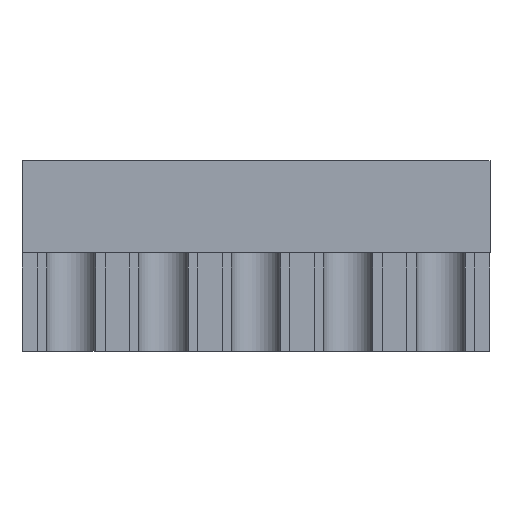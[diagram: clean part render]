
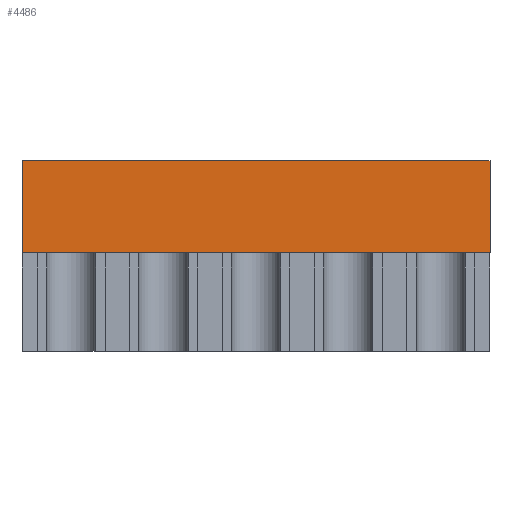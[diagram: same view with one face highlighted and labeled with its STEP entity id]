
A CAD part, front view. The second image highlights one B-rep face of the part: STEP entity #4486.
In plain terms, the highlighted planar face has unit normal (0, -1, 0).
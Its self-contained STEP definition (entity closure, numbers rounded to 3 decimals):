
#222=PLANE('',#4871);
#457=FACE_OUTER_BOUND('',#728,.T.);
#728=EDGE_LOOP('',(#3553,#3554,#3555,#3556));
#1069=LINE('',#6643,#1650);
#1117=LINE('',#6739,#1698);
#1160=LINE('',#6825,#1741);
#1162=LINE('',#6828,#1743);
#1650=VECTOR('',#5390,1000.);
#1698=VECTOR('',#5440,1000.);
#1741=VECTOR('',#5485,1000.);
#1743=VECTOR('',#5489,1000.);
#2231=VERTEX_POINT('',#6640);
#2232=VERTEX_POINT('',#6642);
#2277=VERTEX_POINT('',#6733);
#2279=VERTEX_POINT('',#6737);
#2693=EDGE_CURVE('',#2231,#2232,#1069,.T.);
#2741=EDGE_CURVE('',#2277,#2279,#1117,.T.);
#2784=EDGE_CURVE('',#2231,#2277,#1160,.T.);
#2786=EDGE_CURVE('',#2232,#2279,#1162,.T.);
#3553=ORIENTED_EDGE('',*,*,#2741,.T.);
#3554=ORIENTED_EDGE('',*,*,#2786,.F.);
#3555=ORIENTED_EDGE('',*,*,#2693,.F.);
#3556=ORIENTED_EDGE('',*,*,#2784,.T.);
#4486=ADVANCED_FACE('',(#457),#222,.F.);
#4871=AXIS2_PLACEMENT_3D('',#6827,#5487,#5488);
#5390=DIRECTION('',(1.,0.,0.));
#5440=DIRECTION('',(1.,0.,0.));
#5485=DIRECTION('',(0.,0.,-1.));
#5487=DIRECTION('center_axis',(0.,1.,0.));
#5488=DIRECTION('ref_axis',(1.,0.,0.));
#5489=DIRECTION('',(0.,0.,-1.));
#6640=CARTESIAN_POINT('',(92.235,13.446,2.7));
#6642=CARTESIAN_POINT('',(99.835,13.446,2.7));
#6643=CARTESIAN_POINT('',(92.235,13.446,2.7));
#6733=CARTESIAN_POINT('',(92.235,13.446,1.2));
#6737=CARTESIAN_POINT('',(99.835,13.446,1.2));
#6739=CARTESIAN_POINT('',(92.235,13.446,1.2));
#6825=CARTESIAN_POINT('',(92.235,13.446,2.7));
#6827=CARTESIAN_POINT('Origin',(92.235,13.446,2.7));
#6828=CARTESIAN_POINT('',(99.835,13.446,2.7));
